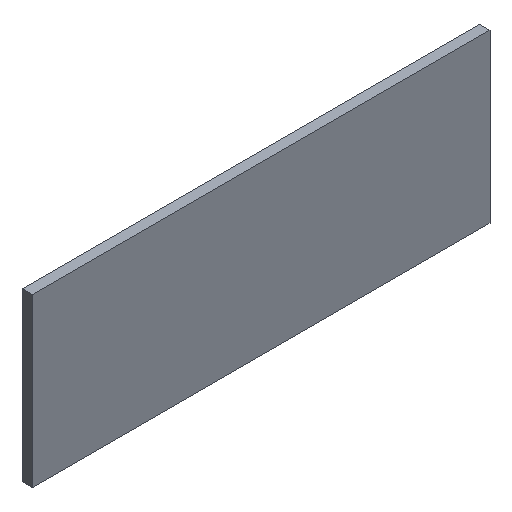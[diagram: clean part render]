
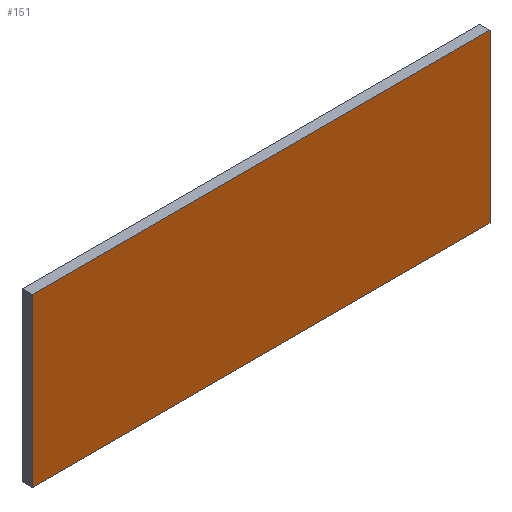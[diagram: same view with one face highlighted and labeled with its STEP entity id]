
A CAD part, isometric view. The second image highlights one B-rep face of the part: STEP entity #151.
In plain terms, the highlighted planar face has unit normal (0, -1, 0).
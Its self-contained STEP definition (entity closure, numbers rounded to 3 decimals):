
#5 = CARTESIAN_POINT ( 'NONE',  ( 34.25, 0., 0. ) ) ;
#9 = CARTESIAN_POINT ( 'NONE',  ( 34.25, 0., 25. ) ) ;
#11 = DIRECTION ( 'NONE',  ( 0., 0., -1. ) ) ;
#15 = DIRECTION ( 'NONE',  ( -1., 0., 0. ) ) ;
#22 = CARTESIAN_POINT ( 'NONE',  ( -34.25, 0., 0. ) ) ;
#23 = CARTESIAN_POINT ( 'NONE',  ( 34.25, 0., 25. ) ) ;
#27 = DIRECTION ( 'NONE',  ( -1., 0., 0. ) ) ;
#28 = PLANE ( 'NONE',  #180 ) ;
#34 = DIRECTION ( 'NONE',  ( 1., 0., 0. ) ) ;
#39 = CARTESIAN_POINT ( 'NONE',  ( 9.172, 0., 0. ) ) ;
#49 = DIRECTION ( 'NONE',  ( 0., -1., 0. ) ) ;
#59 = CARTESIAN_POINT ( 'NONE',  ( -34.25, 0., 25. ) ) ;
#60 = CARTESIAN_POINT ( 'NONE',  ( -9.172, 0., 25. ) ) ;
#76 = CARTESIAN_POINT ( 'NONE',  ( -34.25, 0., 25. ) ) ;
#78 = DIRECTION ( 'NONE',  ( 0., 0., -1. ) ) ;
#82 = CARTESIAN_POINT ( 'NONE',  ( 9.172, 0., 25. ) ) ;
#109 = LINE ( 'NONE', #9, #120 ) ;
#120 = VECTOR ( 'NONE', #11, 1000. ) ;
#121 = ORIENTED_EDGE ( 'NONE', *, *, #203, .F. ) ;
#133 = ORIENTED_EDGE ( 'NONE', *, *, #177, .F. ) ;
#137 = LINE ( 'NONE', #60, #145 ) ;
#139 = VECTOR ( 'NONE', #78, 1000. ) ;
#142 = VECTOR ( 'NONE', #15, 1000. ) ;
#143 = LINE ( 'NONE', #39, #142 ) ;
#145 = VECTOR ( 'NONE', #27, 1000. ) ;
#146 = LINE ( 'NONE', #59, #139 ) ;
#151 = ADVANCED_FACE ( 'NONE', ( #175 ), #28, .T. ) ;
#164 = EDGE_LOOP ( 'NONE', ( #121, #133, #165, #170 ) ) ;
#165 = ORIENTED_EDGE ( 'NONE', *, *, #195, .T. ) ;
#168 = VERTEX_POINT ( 'NONE', #76 ) ;
#170 = ORIENTED_EDGE ( 'NONE', *, *, #199, .T. ) ;
#175 = FACE_OUTER_BOUND ( 'NONE', #164, .T. ) ;
#177 = EDGE_CURVE ( 'NONE', #227, #222, #109, .T. ) ;
#180 = AXIS2_PLACEMENT_3D ( 'NONE', #82, #49, #34 ) ;
#195 = EDGE_CURVE ( 'NONE', #227, #168, #137, .T. ) ;
#199 = EDGE_CURVE ( 'NONE', #168, #237, #146, .T. ) ;
#203 = EDGE_CURVE ( 'NONE', #222, #237, #143, .T. ) ;
#222 = VERTEX_POINT ( 'NONE', #5 ) ;
#227 = VERTEX_POINT ( 'NONE', #23 ) ;
#237 = VERTEX_POINT ( 'NONE', #22 ) ;
